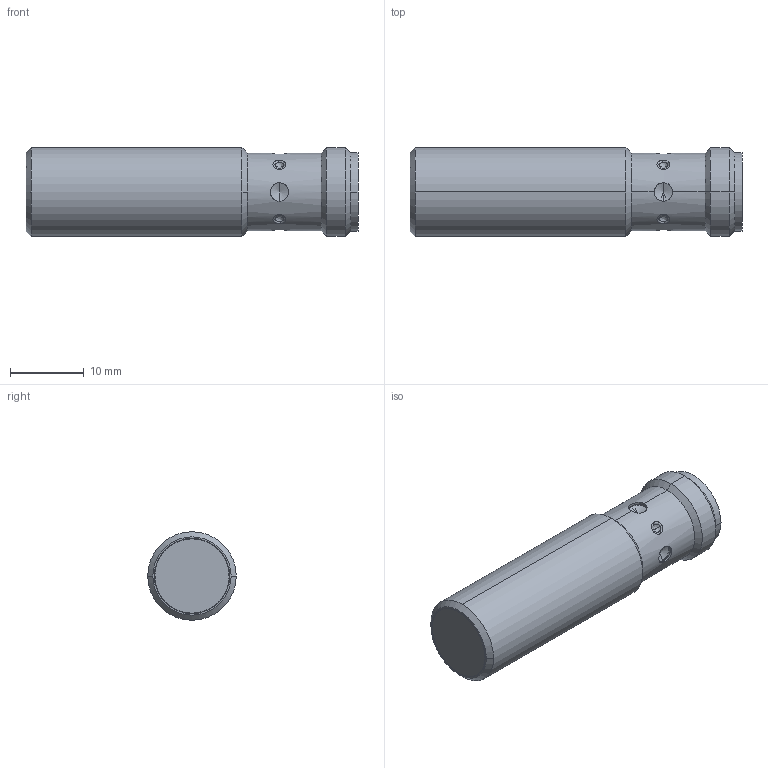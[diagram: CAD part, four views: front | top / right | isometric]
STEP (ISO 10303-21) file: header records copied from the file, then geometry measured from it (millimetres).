
FILE_DESCRIPTION (( 'STEP AP214' ), '1' );
FILE_NAME ('PNM6-AN-4H.step', '2018-04-17T19:48:20', ( '' ), ( '' ), 'SwSTEP 2.0', 'SolidWorks 2017', '' );
FILE_SCHEMA (( 'AUTOMOTIVE_DESIGN' ));
Length unit declared in the file: inch
Products named in the file (1): PNM6-AN-4H
Bounding box: 45 x 12 x 12 mm (x, y, z)
Volume: 4043.5 mm3; surface area: 5171.9 mm2
Topology: 1 solids, 4 shells, 491 faces, 1301 edges, 830 vertices
Faces by surface type: bspline 143, cylinder 138, plane 117, cone 93
Entity records: 20674 total; most frequent: CARTESIAN_POINT 9275, ORIENTED_EDGE 2586, DIRECTION 2149, EDGE_CURVE 1293, AXIS2_PLACEMENT_3D 839, VERTEX_POINT 830, EDGE_LOOP 531, FACE_OUTER_BOUND 491
